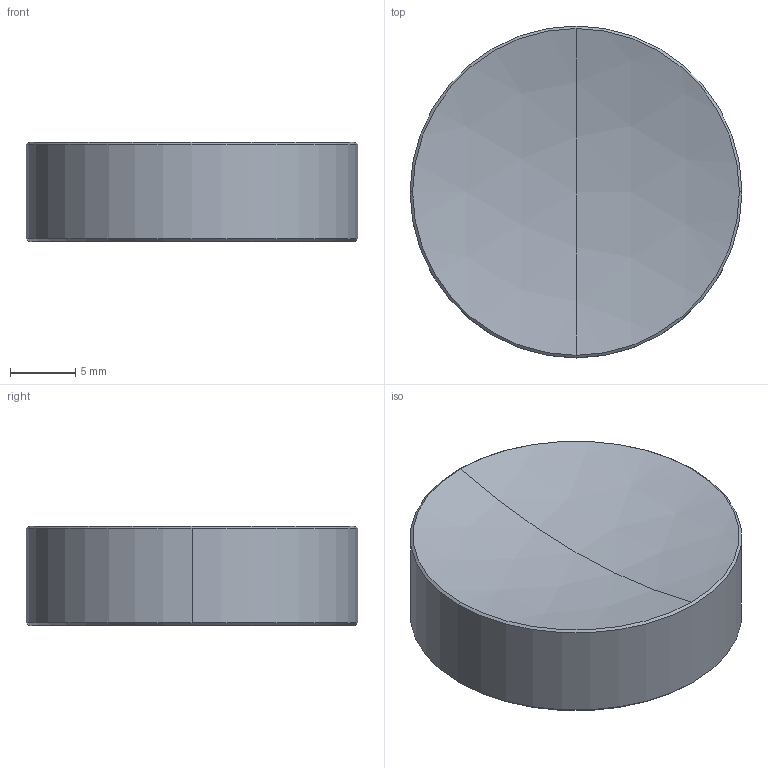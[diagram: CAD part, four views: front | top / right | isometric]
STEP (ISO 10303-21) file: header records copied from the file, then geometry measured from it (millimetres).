
FILE_DESCRIPTION (( 'STEP AP214' ), '1' );
FILE_NAME ('17567-E0W.STEP', '2010-10-29T14:21:17', ( 'Admin' ), ( 'Thorlabs, Inc.' ), 'SwSTEP 2.0', 'SolidWorks 2009', '' );
FILE_SCHEMA (( 'AUTOMOTIVE_DESIGN' ));
Length unit declared in the file: inch
Products named in the file (1): 17567-E0W
Bounding box: 25.4 x 25.4 x 7.59 mm (x, y, z)
Volume: 3450.3 mm3; surface area: 1609.7 mm2
Topology: 1 solids, 1 shells, 286 faces, 759 edges, 505 vertices
Faces by surface type: plane 162, bspline 116, cone 4, sphere 2, cylinder 2
Entity records: 22893 total; most frequent: CARTESIAN_POINT 12807, ORIENTED_EDGE 1518, DIRECTION 881, EDGE_CURVE 759, VECTOR 515, LINE 515, VERTEX_POINT 505, EDGE_LOOP 316
